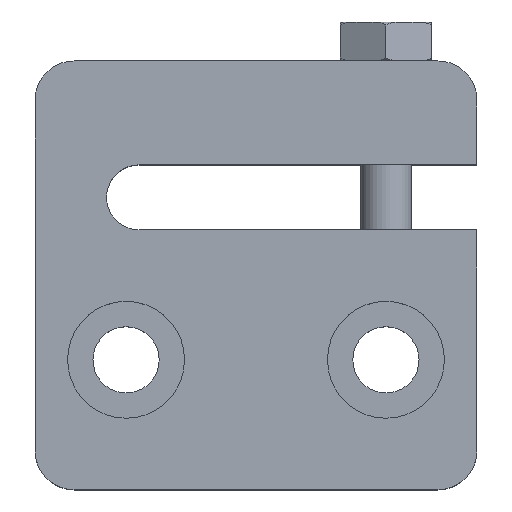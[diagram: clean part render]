
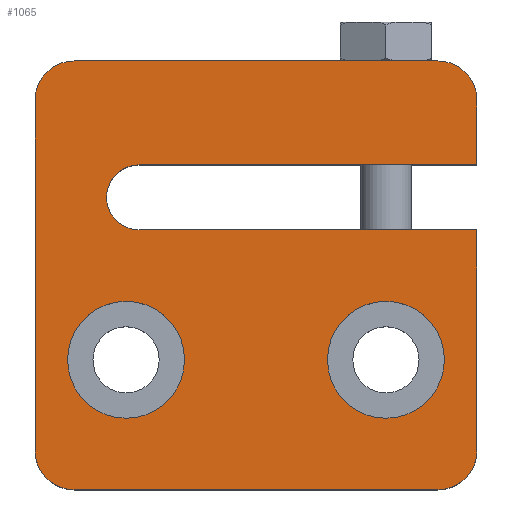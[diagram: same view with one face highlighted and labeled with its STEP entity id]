
A CAD part, top view. The second image highlights one B-rep face of the part: STEP entity #1065.
In plain terms, the highlighted planar face has unit normal (0, 0, 1).
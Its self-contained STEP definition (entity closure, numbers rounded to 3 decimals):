
#69=FACE_BOUND('',#260,.T.);
#70=FACE_BOUND('',#261,.T.);
#119=PLANE('',#1199);
#182=FACE_OUTER_BOUND('',#259,.T.);
#259=EDGE_LOOP('',(#975,#976,#977,#978,#979,#980,#981,#982,#983,#984,#985,
#986));
#260=EDGE_LOOP('',(#987));
#261=EDGE_LOOP('',(#988));
#296=LINE('',#1855,#375);
#301=LINE('',#1869,#380);
#334=LINE('',#1959,#413);
#336=LINE('',#1962,#415);
#337=LINE('',#1964,#416);
#338=LINE('',#1967,#417);
#340=LINE('',#1970,#419);
#375=VECTOR('',#1366,10.);
#380=VECTOR('',#1381,10.);
#413=VECTOR('',#1480,10.);
#415=VECTOR('',#1484,10.);
#416=VECTOR('',#1487,10.);
#417=VECTOR('',#1490,10.);
#419=VECTOR('',#1494,10.);
#444=CIRCLE('',#1149,3.);
#450=CIRCLE('',#1158,3.);
#451=CIRCLE('',#1160,3.);
#452=CIRCLE('',#1163,3.);
#455=CIRCLE('',#1181,4.5);
#458=CIRCLE('',#1186,4.5);
#461=CIRCLE('',#1193,2.5);
#498=VERTEX_POINT('',#1799);
#499=VERTEX_POINT('',#1800);
#524=VERTEX_POINT('',#1854);
#525=VERTEX_POINT('',#1858);
#526=VERTEX_POINT('',#1862);
#527=VERTEX_POINT('',#1863);
#528=VERTEX_POINT('',#1868);
#529=VERTEX_POINT('',#1872);
#544=VERTEX_POINT('',#1930);
#547=VERTEX_POINT('',#1939);
#550=VERTEX_POINT('',#1952);
#551=VERTEX_POINT('',#1954);
#552=VERTEX_POINT('',#1958);
#553=VERTEX_POINT('',#1966);
#615=EDGE_CURVE('',#498,#499,#444,.T.);
#642=EDGE_CURVE('',#524,#499,#296,.T.);
#644=EDGE_CURVE('',#524,#525,#450,.T.);
#646=EDGE_CURVE('',#526,#527,#451,.T.);
#649=EDGE_CURVE('',#528,#527,#301,.T.);
#651=EDGE_CURVE('',#528,#529,#452,.T.);
#679=EDGE_CURVE('',#544,#544,#455,.T.);
#683=EDGE_CURVE('',#547,#547,#458,.T.);
#690=EDGE_CURVE('',#551,#550,#461,.T.);
#692=EDGE_CURVE('',#552,#551,#334,.T.);
#694=EDGE_CURVE('',#526,#552,#336,.T.);
#695=EDGE_CURVE('',#498,#529,#337,.T.);
#696=EDGE_CURVE('',#553,#525,#338,.T.);
#698=EDGE_CURVE('',#550,#553,#340,.T.);
#975=ORIENTED_EDGE('',*,*,#615,.F.);
#976=ORIENTED_EDGE('',*,*,#695,.T.);
#977=ORIENTED_EDGE('',*,*,#651,.F.);
#978=ORIENTED_EDGE('',*,*,#649,.T.);
#979=ORIENTED_EDGE('',*,*,#646,.F.);
#980=ORIENTED_EDGE('',*,*,#694,.T.);
#981=ORIENTED_EDGE('',*,*,#692,.T.);
#982=ORIENTED_EDGE('',*,*,#690,.T.);
#983=ORIENTED_EDGE('',*,*,#698,.T.);
#984=ORIENTED_EDGE('',*,*,#696,.T.);
#985=ORIENTED_EDGE('',*,*,#644,.F.);
#986=ORIENTED_EDGE('',*,*,#642,.T.);
#987=ORIENTED_EDGE('',*,*,#679,.T.);
#988=ORIENTED_EDGE('',*,*,#683,.T.);
#1065=ADVANCED_FACE('',(#182,#69,#70),#119,.T.);
#1149=AXIS2_PLACEMENT_3D('',#1801,#1329,#1330);
#1158=AXIS2_PLACEMENT_3D('',#1859,#1370,#1371);
#1160=AXIS2_PLACEMENT_3D('',#1864,#1375,#1376);
#1163=AXIS2_PLACEMENT_3D('',#1873,#1385,#1386);
#1181=AXIS2_PLACEMENT_3D('',#1931,#1446,#1447);
#1186=AXIS2_PLACEMENT_3D('',#1940,#1457,#1458);
#1193=AXIS2_PLACEMENT_3D('',#1955,#1475,#1476);
#1199=AXIS2_PLACEMENT_3D('',#1971,#1495,#1496);
#1329=DIRECTION('center_axis',(0.,0.,-1.));
#1330=DIRECTION('ref_axis',(-0.707,0.707,0.));
#1366=DIRECTION('',(-1.,0.,0.));
#1370=DIRECTION('center_axis',(0.,0.,-1.));
#1371=DIRECTION('ref_axis',(0.707,0.707,0.));
#1375=DIRECTION('center_axis',(0.,0.,-1.));
#1376=DIRECTION('ref_axis',(0.707,-0.707,0.));
#1381=DIRECTION('',(1.,0.,0.));
#1385=DIRECTION('center_axis',(0.,0.,-1.));
#1386=DIRECTION('ref_axis',(-0.707,-0.707,0.));
#1446=DIRECTION('center_axis',(0.,0.,-1.));
#1447=DIRECTION('ref_axis',(1.,0.,0.));
#1457=DIRECTION('center_axis',(0.,0.,-1.));
#1458=DIRECTION('ref_axis',(1.,0.,0.));
#1475=DIRECTION('center_axis',(0.,0.,-1.));
#1476=DIRECTION('ref_axis',(0.,1.,0.));
#1480=DIRECTION('',(-1.,0.,0.));
#1484=DIRECTION('',(0.,1.,0.));
#1487=DIRECTION('',(0.,-1.,0.));
#1490=DIRECTION('',(0.,1.,0.));
#1494=DIRECTION('',(1.,0.,0.));
#1495=DIRECTION('center_axis',(0.,0.,1.));
#1496=DIRECTION('ref_axis',(1.,0.,0.));
#1799=CARTESIAN_POINT('',(-17.,13.5,6.));
#1800=CARTESIAN_POINT('',(-14.,16.5,6.));
#1801=CARTESIAN_POINT('Origin',(-14.,13.5,6.));
#1854=CARTESIAN_POINT('',(14.,16.5,6.));
#1855=CARTESIAN_POINT('',(17.,16.5,6.));
#1858=CARTESIAN_POINT('',(17.,13.5,6.));
#1859=CARTESIAN_POINT('Origin',(14.,13.5,6.));
#1862=CARTESIAN_POINT('',(17.,-13.5,6.));
#1863=CARTESIAN_POINT('',(14.,-16.5,6.));
#1864=CARTESIAN_POINT('Origin',(14.,-13.5,6.));
#1868=CARTESIAN_POINT('',(-14.,-16.5,6.));
#1869=CARTESIAN_POINT('',(-17.,-16.5,6.));
#1872=CARTESIAN_POINT('',(-17.,-13.5,6.));
#1873=CARTESIAN_POINT('Origin',(-14.,-13.5,6.));
#1930=CARTESIAN_POINT('',(-14.5,-6.5,6.));
#1931=CARTESIAN_POINT('Origin',(-10.,-6.5,6.));
#1939=CARTESIAN_POINT('',(5.5,-6.5,6.));
#1940=CARTESIAN_POINT('Origin',(10.,-6.5,6.));
#1952=CARTESIAN_POINT('',(-9.,8.5,6.));
#1954=CARTESIAN_POINT('',(-9.,3.5,6.));
#1955=CARTESIAN_POINT('Origin',(-9.,6.,6.));
#1958=CARTESIAN_POINT('',(17.,3.5,6.));
#1959=CARTESIAN_POINT('',(-9.,3.5,6.));
#1962=CARTESIAN_POINT('',(17.,-16.5,6.));
#1964=CARTESIAN_POINT('',(-17.,16.5,6.));
#1966=CARTESIAN_POINT('',(17.,8.5,6.));
#1967=CARTESIAN_POINT('',(17.,-16.5,6.));
#1970=CARTESIAN_POINT('',(-9.,8.5,6.));
#1971=CARTESIAN_POINT('Origin',(0.,0.,6.));
